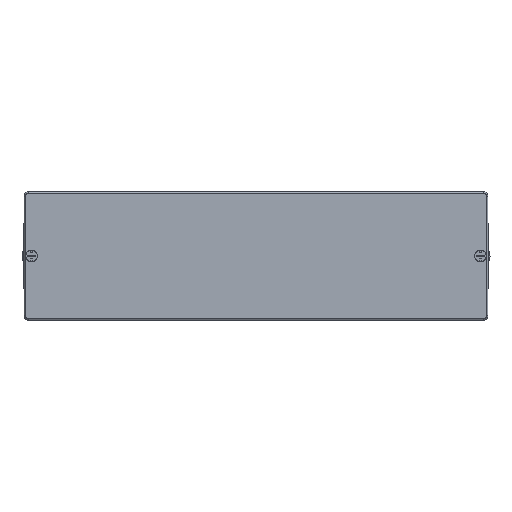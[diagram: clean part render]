
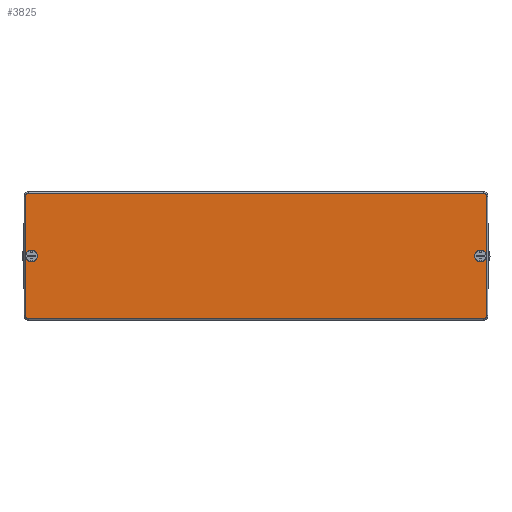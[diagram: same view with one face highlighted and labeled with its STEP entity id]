
A CAD part, top view. The second image highlights one B-rep face of the part: STEP entity #3825.
In plain terms, the highlighted planar face has unit normal (0, 0, 1).
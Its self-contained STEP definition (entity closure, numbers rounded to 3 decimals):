
#2=CARTESIAN_POINT('',(127.5,-144.,10.));
#3=DIRECTION('',(0.,0.,1.));
#4=DIRECTION('',(0.,-1.,0.));
#5=AXIS2_PLACEMENT_3D('',#2,#3,#4);
#7=CARTESIAN_POINT('',(-400.5,-144.,10.));
#8=DIRECTION('',(0.,0.,1.));
#9=DIRECTION('',(-1.,0.,0.));
#10=AXIS2_PLACEMENT_3D('',#7,#8,#9);
#12=CARTESIAN_POINT('',(-400.5,-5.,10.));
#13=DIRECTION('',(0.,0.,1.));
#14=DIRECTION('',(0.,1.,0.));
#15=AXIS2_PLACEMENT_3D('',#12,#13,#14);
#17=CARTESIAN_POINT('',(127.5,-5.,10.));
#18=DIRECTION('',(0.,0.,1.));
#19=DIRECTION('',(1.,0.,0.));
#20=AXIS2_PLACEMENT_3D('',#17,#18,#19);
#22=CARTESIAN_POINT('',(124.,-74.5,10.));
#23=DIRECTION('',(0.,0.,1.));
#24=DIRECTION('',(-0.479,0.878,0.));
#25=AXIS2_PLACEMENT_3D('',#22,#23,#24);
#27=CARTESIAN_POINT('',(124.,-74.5,10.));
#28=DIRECTION('',(0.,0.,-1.));
#29=DIRECTION('',(-0.479,0.878,0.));
#30=AXIS2_PLACEMENT_3D('',#27,#28,#29);
#32=CARTESIAN_POINT('',(-397.,-74.5,10.));
#33=DIRECTION('',(0.,0.,-1.));
#34=DIRECTION('',(0.479,0.878,0.));
#35=AXIS2_PLACEMENT_3D('',#32,#33,#34);
#37=CARTESIAN_POINT('',(-397.,-74.5,10.));
#38=DIRECTION('',(0.,0.,-1.));
#39=DIRECTION('',(-0.479,-0.878,0.));
#40=AXIS2_PLACEMENT_3D('',#37,#38,#39);
#42=DIRECTION('',(0.,-1.,0.));
#43=VECTOR('',#42,139.);
#44=CARTESIAN_POINT('',(130.838,-5.,10.));
#45=LINE('',#44,#43);
#65=DIRECTION('',(-1.,0.,0.));
#66=VECTOR('',#65,528.);
#67=CARTESIAN_POINT('',(127.5,-147.338,10.));
#68=LINE('',#67,#66);
#88=DIRECTION('',(0.,1.,0.));
#89=VECTOR('',#88,139.);
#90=CARTESIAN_POINT('',(-403.838,-144.,10.));
#91=LINE('',#90,#89);
#111=DIRECTION('',(1.,0.,0.));
#112=VECTOR('',#111,528.);
#113=CARTESIAN_POINT('',(-400.5,-1.662,10.));
#114=LINE('',#113,#112);
#3207=CARTESIAN_POINT('',(-400.265,-80.477,10.));
#3208=VERTEX_POINT('',#3207);
#3209=CARTESIAN_POINT('',(-393.735,-68.523,10.));
#3210=VERTEX_POINT('',#3209);
#3211=CARTESIAN_POINT('',(120.735,-68.523,10.));
#3212=CARTESIAN_POINT('',(127.265,-80.477,10.));
#3213=VERTEX_POINT('',#3211);
#3214=VERTEX_POINT('',#3212);
#3269=CARTESIAN_POINT('',(130.838,-5.,10.));
#3270=CARTESIAN_POINT('',(130.838,-144.,10.));
#3271=VERTEX_POINT('',#3269);
#3272=VERTEX_POINT('',#3270);
#3273=CARTESIAN_POINT('',(127.5,-1.662,10.));
#3274=VERTEX_POINT('',#3273);
#3275=CARTESIAN_POINT('',(-400.5,-1.662,10.));
#3276=VERTEX_POINT('',#3275);
#3277=CARTESIAN_POINT('',(-403.838,-5.,10.));
#3278=VERTEX_POINT('',#3277);
#3279=CARTESIAN_POINT('',(-403.838,-144.,10.));
#3280=VERTEX_POINT('',#3279);
#3281=CARTESIAN_POINT('',(-400.5,-147.338,10.));
#3282=VERTEX_POINT('',#3281);
#3283=CARTESIAN_POINT('',(127.5,-147.338,10.));
#3284=VERTEX_POINT('',#3283);
#3790=CARTESIAN_POINT('',(0.,-149.,10.));
#3791=DIRECTION('',(0.,0.,-1.));
#3792=DIRECTION('',(0.,1.,0.));
#3793=AXIS2_PLACEMENT_3D('',#3790,#3791,#3792);
#3794=PLANE('',#3793);
#3796=ORIENTED_EDGE('',*,*,#3795,.T.);
#3798=ORIENTED_EDGE('',*,*,#3797,.F.);
#3800=ORIENTED_EDGE('',*,*,#3799,.T.);
#3802=ORIENTED_EDGE('',*,*,#3801,.F.);
#3804=ORIENTED_EDGE('',*,*,#3803,.T.);
#3806=ORIENTED_EDGE('',*,*,#3805,.F.);
#3808=ORIENTED_EDGE('',*,*,#3807,.T.);
#3810=ORIENTED_EDGE('',*,*,#3809,.F.);
#3811=EDGE_LOOP('',(#3796,#3798,#3800,#3802,#3804,#3806,#3808,#3810));
#3812=FACE_OUTER_BOUND('',#3811,.F.);
#3814=ORIENTED_EDGE('',*,*,#3813,.T.);
#3816=ORIENTED_EDGE('',*,*,#3815,.F.);
#3817=EDGE_LOOP('',(#3814,#3816));
#3818=FACE_BOUND('',#3817,.F.);
#3820=ORIENTED_EDGE('',*,*,#3819,.F.);
#3822=ORIENTED_EDGE('',*,*,#3821,.F.);
#3823=EDGE_LOOP('',(#3820,#3822));
#3824=FACE_BOUND('',#3823,.F.);
#3825=ADVANCED_FACE('',(#3812,#3818,#3824),#3794,.F.);
#6=CIRCLE('',#5,3.338);
#11=CIRCLE('',#10,3.338);
#16=CIRCLE('',#15,3.338);
#21=CIRCLE('',#20,3.338);
#26=CIRCLE('',#25,6.811);
#31=CIRCLE('',#30,6.811);
#36=CIRCLE('',#35,6.811);
#41=CIRCLE('',#40,6.811);
#3795=EDGE_CURVE('',#3271,#3272,#45,.T.);
#3797=EDGE_CURVE('',#3284,#3272,#6,.T.);
#3799=EDGE_CURVE('',#3284,#3282,#68,.T.);
#3801=EDGE_CURVE('',#3280,#3282,#11,.T.);
#3803=EDGE_CURVE('',#3280,#3278,#91,.T.);
#3805=EDGE_CURVE('',#3276,#3278,#16,.T.);
#3807=EDGE_CURVE('',#3276,#3274,#114,.T.);
#3809=EDGE_CURVE('',#3271,#3274,#21,.T.);
#3813=EDGE_CURVE('',#3213,#3214,#26,.T.);
#3815=EDGE_CURVE('',#3213,#3214,#31,.T.);
#3819=EDGE_CURVE('',#3210,#3208,#36,.T.);
#3821=EDGE_CURVE('',#3208,#3210,#41,.T.);
